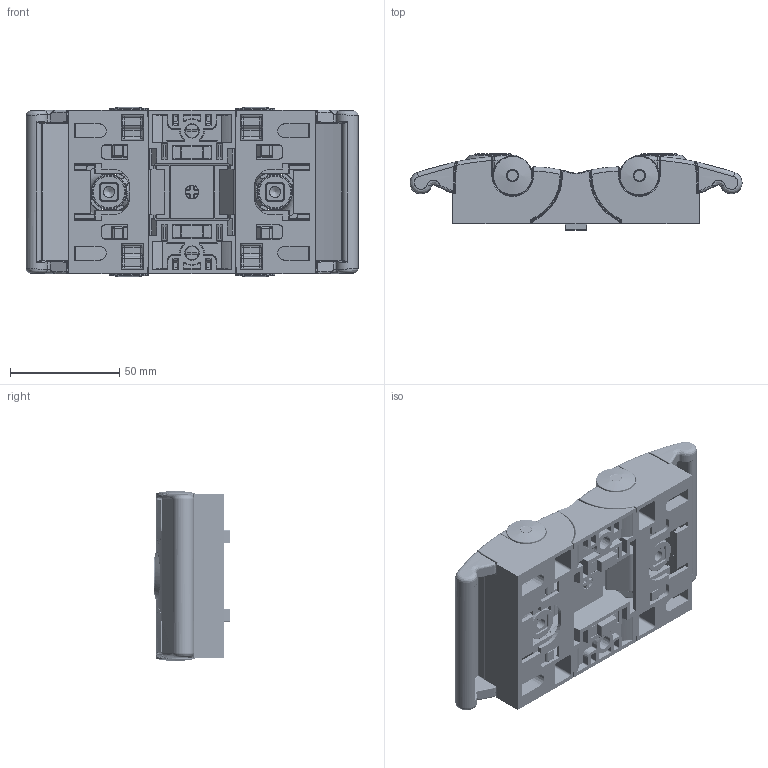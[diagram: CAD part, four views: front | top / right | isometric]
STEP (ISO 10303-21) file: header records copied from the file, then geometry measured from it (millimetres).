
FILE_DESCRIPTION(/* description */ ('Doppeltürschloss kompakt Teil 1'),/* implementation_level */ '2;1');
FILE_NAME(/* name */ 'Syskomp 405530305 Doppeltürschloss kompakt.stp',/* time_stamp */ '2018-08-20T10:44:48+02:00',/* author */ ('wheldmann'),/* organization */ (''),/* preprocessor_version */ 'ST-DEVELOPER v16.1',/* originating_system */ 'Autodesk Inventor 2016',/* authorisation */ '');
FILE_SCHEMA (('AUTOMOTIVE_DESIGN { 1 0 10303 214 3 1 1 }'));
Products named in the file (3): 40553030X Doppeltürschloss Teil 1; 40553030X Türschloss kompakt Teil 1; 405530305 Doppeltürschloss kompakt
Assembly tree (3 placements, depth 2):
  405530305 Doppeltürschloss kompakt
    40553030X Doppeltürschloss Teil 1
    40553030X Türschloss kompakt Teil 1  x2
Bounding box: 152 x 34.77 x 77.81 mm (x, y, z)
Volume: 140746.5 mm3; surface area: 103344.7 mm2
Topology: 3 solids, 3 shells, 5631 faces, 14528 edges, 8366 vertices
Faces by surface type: cylinder 2110, plane 1451, bspline 1276, sphere 362, torus 348, cone 84
Full cylindrical faces by diameter (mm): 5 x14, 5.474 x2, 5.5 x2, 11.9 x2, 13 x2, 15 x2, 16 x2, 17 x2, 18 x4
Entity records: 136617 total; most frequent: CARTESIAN_POINT 53742, ORIENTED_EDGE 17604, DIRECTION 16139, EDGE_CURVE 8800, AXIS2_PLACEMENT_3D 6296, VERTEX_POINT 5219, EDGE_LOOP 3691, FACE_OUTER_BOUND 3583
